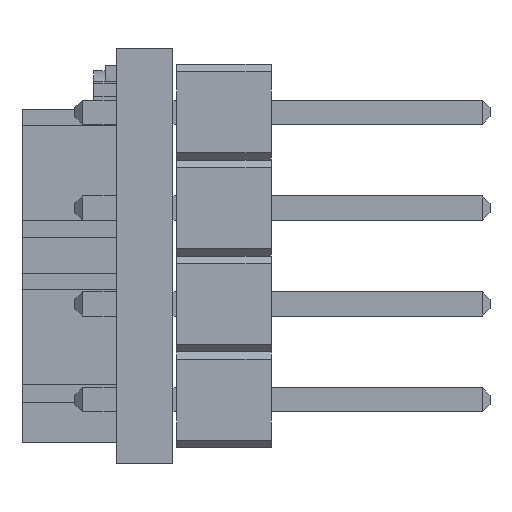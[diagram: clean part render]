
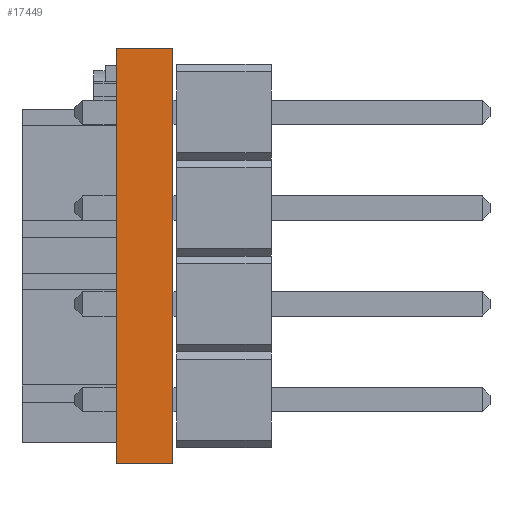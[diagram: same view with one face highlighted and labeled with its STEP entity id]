
A CAD part, left-side view. The second image highlights one B-rep face of the part: STEP entity #17449.
In plain terms, the highlighted planar face has unit normal (-1, 0, 0).
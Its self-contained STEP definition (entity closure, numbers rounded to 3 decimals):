
#1711 = AXIS2_PLACEMENT_3D ( 'NONE', #9549, #9443, #16152 ) ;
#2864 = CARTESIAN_POINT ( 'NONE',  ( -10., 1.5, 5.5 ) ) ;
#4402 = EDGE_CURVE ( 'NONE', #5760, #6713, #20047, .T. ) ;
#5471 = EDGE_CURVE ( 'NONE', #6713, #7036, #12763, .T. ) ;
#5760 = VERTEX_POINT ( 'NONE', #8098 ) ;
#6713 = VERTEX_POINT ( 'NONE', #13947 ) ;
#6986 = ORIENTED_EDGE ( 'NONE', *, *, #9128, .F. ) ;
#7036 = VERTEX_POINT ( 'NONE', #7538 ) ;
#7538 = CARTESIAN_POINT ( 'NONE',  ( -10., 0., 5.5 ) ) ;
#7605 = ORIENTED_EDGE ( 'NONE', *, *, #5471, .T. ) ;
#8098 = CARTESIAN_POINT ( 'NONE',  ( -10., 1.5, -5.5 ) ) ;
#8307 = ORIENTED_EDGE ( 'NONE', *, *, #16815, .F. ) ;
#8425 = VECTOR ( 'NONE', #18398, 1000. ) ;
#8950 = VECTOR ( 'NONE', #12392, 1000. ) ;
#9128 = EDGE_CURVE ( 'NONE', #5760, #21466, #21207, .T. ) ;
#9397 = ORIENTED_EDGE ( 'NONE', *, *, #4402, .T. ) ;
#9443 = DIRECTION ( 'NONE',  ( 1., 0., 0. ) ) ;
#9549 = CARTESIAN_POINT ( 'NONE',  ( -10., 1.5, -5.5 ) ) ;
#10307 = VECTOR ( 'NONE', #17909, 1000. ) ;
#10325 = FACE_OUTER_BOUND ( 'NONE', #17813, .T. ) ;
#10786 = PLANE ( 'NONE',  #1711 ) ;
#11560 = CARTESIAN_POINT ( 'NONE',  ( -10., 1.5, -5.5 ) ) ;
#11730 = LINE ( 'NONE', #18572, #20159 ) ;
#12392 = DIRECTION ( 'NONE',  ( 0., 0., 1. ) ) ;
#12763 = LINE ( 'NONE', #19570, #10307 ) ;
#13947 = CARTESIAN_POINT ( 'NONE',  ( -10., 0., -5.5 ) ) ;
#14506 = CARTESIAN_POINT ( 'NONE',  ( -10., 1.5, -5.5 ) ) ;
#16152 = DIRECTION ( 'NONE',  ( 0., 0., -1. ) ) ;
#16815 = EDGE_CURVE ( 'NONE', #21466, #7036, #11730, .T. ) ;
#16902 = DIRECTION ( 'NONE',  ( 0., -1., 0. ) ) ;
#17449 = ADVANCED_FACE ( 'NONE', ( #10325 ), #10786, .F. ) ;
#17813 = EDGE_LOOP ( 'NONE', ( #7605, #8307, #6986, #9397 ) ) ;
#17909 = DIRECTION ( 'NONE',  ( 0., 0., 1. ) ) ;
#18398 = DIRECTION ( 'NONE',  ( 0., -1., 0. ) ) ;
#18572 = CARTESIAN_POINT ( 'NONE',  ( -10., 1.5, 5.5 ) ) ;
#19570 = CARTESIAN_POINT ( 'NONE',  ( -10., 0., -5.5 ) ) ;
#20047 = LINE ( 'NONE', #11560, #8425 ) ;
#20159 = VECTOR ( 'NONE', #16902, 1000. ) ;
#21207 = LINE ( 'NONE', #14506, #8950 ) ;
#21466 = VERTEX_POINT ( 'NONE', #2864 ) ;
